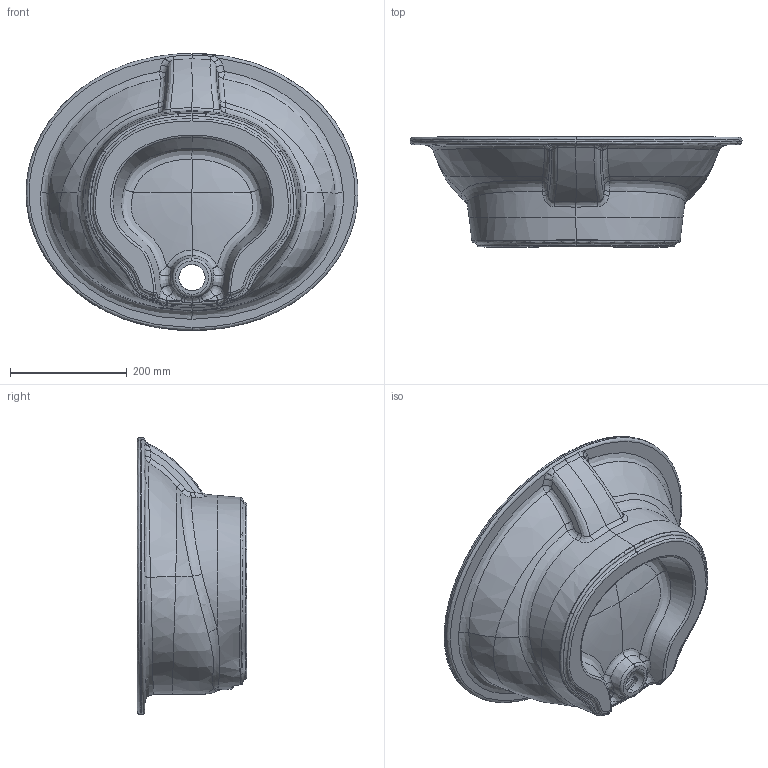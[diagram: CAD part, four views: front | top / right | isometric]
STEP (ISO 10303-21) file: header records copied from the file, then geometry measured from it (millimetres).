
FILE_DESCRIPTION((''),'2;1');
FILE_NAME('PRT_42407186_000','2021-11-08T11:56:55',('KUMARY1'),(''),'CREO PARAMETRIC BY PTC INC, 2020454','CREO PARAMETRIC BY PTC INC, 2020454','');
FILE_SCHEMA(('CONFIG_CONTROL_DESIGN'));
Length unit declared in the file: millimetre
Products named in the file (1): PRT_42407186_000
Bounding box: 568.07 x 187.9 x 473.96 mm (x, y, z)
Volume: 4788891.8 mm3; surface area: 898724.2 mm2
Topology: 7 solids, 7 shells, 329 faces, 819 edges, 494 vertices
Faces by surface type: bspline 162, extrusion 76, plane 68, cylinder 15, torus 4, sphere 2, cone 2
Entity records: 28777 total; most frequent: CARTESIAN_POINT 22735, ORIENTED_EDGE 1618, EDGE_CURVE 809, B_SPLINE_CURVE_WITH_KNOTS 638, DIRECTION 542, VERTEX_POINT 494, EDGE_LOOP 333, FACE_OUTER_BOUND 329
